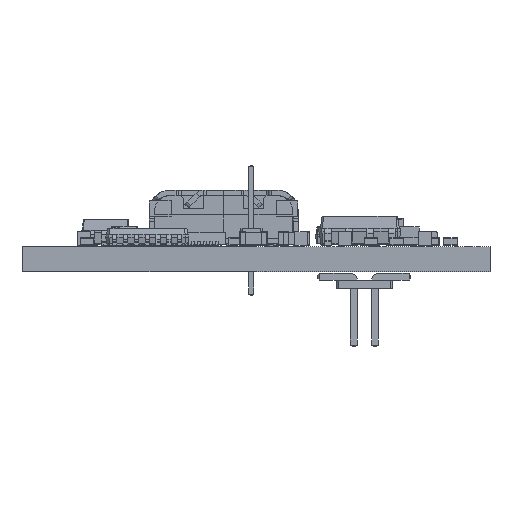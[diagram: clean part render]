
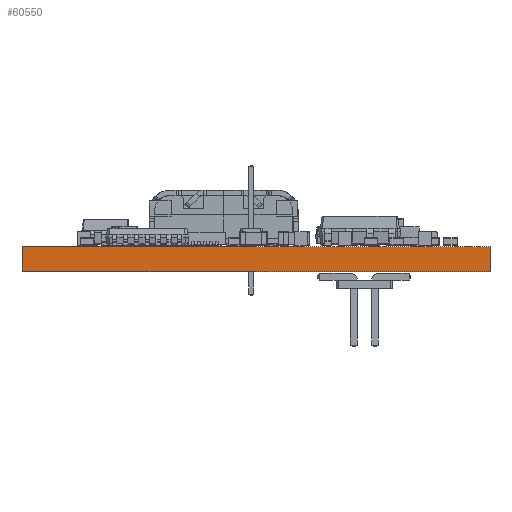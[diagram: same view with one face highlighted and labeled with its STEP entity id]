
A CAD part, front view. The second image highlights one B-rep face of the part: STEP entity #60550.
In plain terms, the highlighted planar face has unit normal (0, -1, 0).
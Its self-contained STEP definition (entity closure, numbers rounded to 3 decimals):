
#60550 = ADVANCED_FACE('',(#60551),#60585,.T.);
#60551 = FACE_BOUND('',#60552,.T.);
#60552 = EDGE_LOOP('',(#60553,#60563,#60571,#60579));
#60553 = ORIENTED_EDGE('',*,*,#60554,.T.);
#60554 = EDGE_CURVE('',#60555,#60557,#60559,.T.);
#60555 = VERTEX_POINT('',#60556);
#60556 = CARTESIAN_POINT('',(153.85,-109.59,0.));
#60557 = VERTEX_POINT('',#60558);
#60558 = CARTESIAN_POINT('',(153.85,-109.59,1.51));
#60559 = LINE('',#60560,#60561);
#60560 = CARTESIAN_POINT('',(153.85,-109.59,0.));
#60561 = VECTOR('',#60562,1.);
#60562 = DIRECTION('',(0.,0.,1.));
#60563 = ORIENTED_EDGE('',*,*,#60564,.T.);
#60564 = EDGE_CURVE('',#60557,#60565,#60567,.T.);
#60565 = VERTEX_POINT('',#60566);
#60566 = CARTESIAN_POINT('',(125.79,-109.59,1.51));
#60567 = LINE('',#60568,#60569);
#60568 = CARTESIAN_POINT('',(153.85,-109.59,1.51));
#60569 = VECTOR('',#60570,1.);
#60570 = DIRECTION('',(-1.,0.,0.));
#60571 = ORIENTED_EDGE('',*,*,#60572,.F.);
#60572 = EDGE_CURVE('',#60573,#60565,#60575,.T.);
#60573 = VERTEX_POINT('',#60574);
#60574 = CARTESIAN_POINT('',(125.79,-109.59,0.));
#60575 = LINE('',#60576,#60577);
#60576 = CARTESIAN_POINT('',(125.79,-109.59,0.));
#60577 = VECTOR('',#60578,1.);
#60578 = DIRECTION('',(0.,0.,1.));
#60579 = ORIENTED_EDGE('',*,*,#60580,.F.);
#60580 = EDGE_CURVE('',#60555,#60573,#60581,.T.);
#60581 = LINE('',#60582,#60583);
#60582 = CARTESIAN_POINT('',(153.85,-109.59,0.));
#60583 = VECTOR('',#60584,1.);
#60584 = DIRECTION('',(-1.,0.,0.));
#60585 = PLANE('',#60586);
#60586 = AXIS2_PLACEMENT_3D('',#60587,#60588,#60589);
#60587 = CARTESIAN_POINT('',(153.85,-109.59,0.));
#60588 = DIRECTION('',(0.,-1.,0.));
#60589 = DIRECTION('',(-1.,0.,0.));
